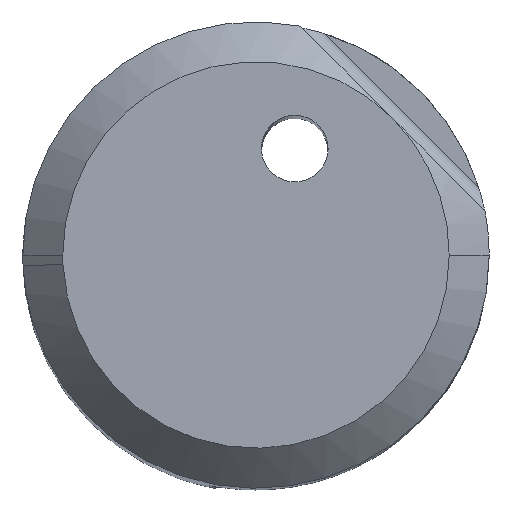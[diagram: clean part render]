
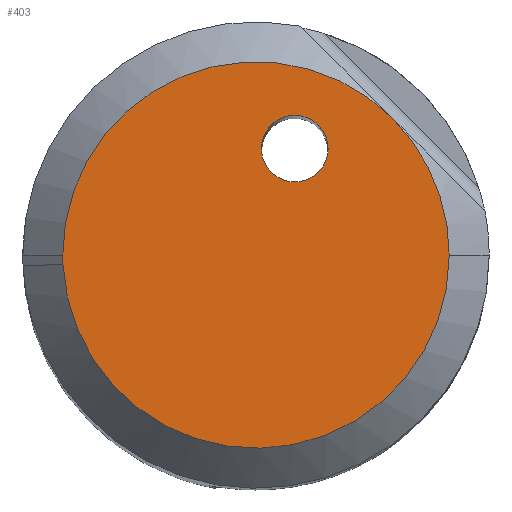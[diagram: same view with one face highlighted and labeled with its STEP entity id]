
A CAD part, top view. The second image highlights one B-rep face of the part: STEP entity #403.
In plain terms, the highlighted planar face has unit normal (0, 0, 1).
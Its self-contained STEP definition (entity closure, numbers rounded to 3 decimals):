
#363=AXIS2_PLACEMENT_3D('Plane Axis2P3D',#360,#361,#362) ;
#367=AXIS2_PLACEMENT_3D('Circle Axis2P3D',#365,#366,$) ;
#376=AXIS2_PLACEMENT_3D('Circle Axis2P3D',#374,#375,$) ;
#383=AXIS2_PLACEMENT_3D('Circle Axis2P3D',#381,#382,$) ;
#390=AXIS2_PLACEMENT_3D('Circle Axis2P3D',#388,#389,$) ;
#196=CARTESIAN_POINT('Vertex',(1.081,1.581,0.)) ;
#200=CARTESIAN_POINT('Control Point',(0.082,1.614,0.)) ;
#201=CARTESIAN_POINT('Control Point',(0.087,1.771,0.)) ;
#202=CARTESIAN_POINT('Control Point',(0.154,1.926,0.)) ;
#203=CARTESIAN_POINT('Control Point',(0.282,2.046,0.)) ;
#204=CARTESIAN_POINT('Control Point',(0.6,2.159,0.)) ;
#205=CARTESIAN_POINT('Control Point',(0.91,2.025,0.)) ;
#206=CARTESIAN_POINT('Control Point',(1.03,1.897,0.)) ;
#207=CARTESIAN_POINT('Control Point',(1.086,1.738,0.)) ;
#208=CARTESIAN_POINT('Control Point',(1.081,1.581,0.)) ;
#209=CARTESIAN_POINT('Vertex',(0.082,1.614,0.)) ;
#336=CARTESIAN_POINT('Control Point',(1.081,1.581,0.)) ;
#337=CARTESIAN_POINT('Control Point',(1.076,1.424,0.)) ;
#338=CARTESIAN_POINT('Control Point',(1.009,1.269,0.)) ;
#339=CARTESIAN_POINT('Control Point',(0.881,1.149,0.)) ;
#340=CARTESIAN_POINT('Control Point',(0.563,1.036,0.)) ;
#341=CARTESIAN_POINT('Control Point',(0.253,1.17,0.)) ;
#342=CARTESIAN_POINT('Control Point',(0.133,1.298,0.)) ;
#343=CARTESIAN_POINT('Control Point',(0.077,1.457,0.)) ;
#344=CARTESIAN_POINT('Control Point',(0.082,1.614,0.)) ;
#360=CARTESIAN_POINT('Axis2P3D Location',(0.,0.,0.)) ;
#365=CARTESIAN_POINT('Axis2P3D Location',(0.,0.,0.)) ;
#369=CARTESIAN_POINT('Vertex',(2.051,2.051,0.)) ;
#371=CARTESIAN_POINT('Vertex',(2.9,0.,0.)) ;
#374=CARTESIAN_POINT('Axis2P3D Location',(0.,0.,0.)) ;
#378=CARTESIAN_POINT('Vertex',(-2.9,0.,0.)) ;
#381=CARTESIAN_POINT('Axis2P3D Location',(0.,0.,0.)) ;
#385=CARTESIAN_POINT('Vertex',(-2.897,-0.137,0.)) ;
#388=CARTESIAN_POINT('Axis2P3D Location',(0.,0.,0.)) ;
#361=DIRECTION('Axis2P3D Direction',(0.,0.,-1.)) ;
#362=DIRECTION('Axis2P3D XDirection',(-1.,0.,0.)) ;
#366=DIRECTION('Axis2P3D Direction',(0.,0.,-1.)) ;
#375=DIRECTION('Axis2P3D Direction',(0.,0.,-1.)) ;
#382=DIRECTION('Axis2P3D Direction',(0.,0.,-1.)) ;
#389=DIRECTION('Axis2P3D Direction',(0.,0.,-1.)) ;
#394=ORIENTED_EDGE('',*,*,#373,.F.) ;
#395=ORIENTED_EDGE('',*,*,#380,.F.) ;
#396=ORIENTED_EDGE('',*,*,#387,.F.) ;
#397=ORIENTED_EDGE('',*,*,#392,.F.) ;
#400=ORIENTED_EDGE('',*,*,#211,.T.) ;
#401=ORIENTED_EDGE('',*,*,#345,.T.) ;
#402=FACE_BOUND('',#399,.T.) ;
#403=ADVANCED_FACE('NOCUT',(#398,#402),#364,.F.) ;
#199=B_SPLINE_CURVE_WITH_KNOTS('',5,(#200,#201,#202,#203,#204,#205,#206,#207,#208),.UNSPECIFIED.,.F.,.U.,(6,3,6),(-0.785,0.,0.785),.UNSPECIFIED.) ;
#335=B_SPLINE_CURVE_WITH_KNOTS('',5,(#336,#337,#338,#339,#340,#341,#342,#343,#344),.UNSPECIFIED.,.F.,.U.,(6,3,6),(-0.785,0.,0.785),.UNSPECIFIED.) ;
#368=CIRCLE('generated circle',#367,2.9) ;
#377=CIRCLE('generated circle',#376,2.9) ;
#384=CIRCLE('generated circle',#383,2.9) ;
#391=CIRCLE('generated circle',#390,2.9) ;
#211=EDGE_CURVE('',#210,#197,#199,.T.) ;
#345=EDGE_CURVE('',#197,#210,#335,.T.) ;
#373=EDGE_CURVE('',#370,#372,#368,.T.) ;
#380=EDGE_CURVE('',#379,#370,#377,.T.) ;
#387=EDGE_CURVE('',#386,#379,#384,.T.) ;
#392=EDGE_CURVE('',#372,#386,#391,.T.) ;
#393=EDGE_LOOP('',(#394,#395,#396,#397)) ;
#399=EDGE_LOOP('',(#400,#401)) ;
#398=FACE_OUTER_BOUND('',#393,.T.) ;
#364=PLANE('',#363) ;
#197=VERTEX_POINT('',#196) ;
#210=VERTEX_POINT('',#209) ;
#370=VERTEX_POINT('',#369) ;
#372=VERTEX_POINT('',#371) ;
#379=VERTEX_POINT('',#378) ;
#386=VERTEX_POINT('',#385) ;
